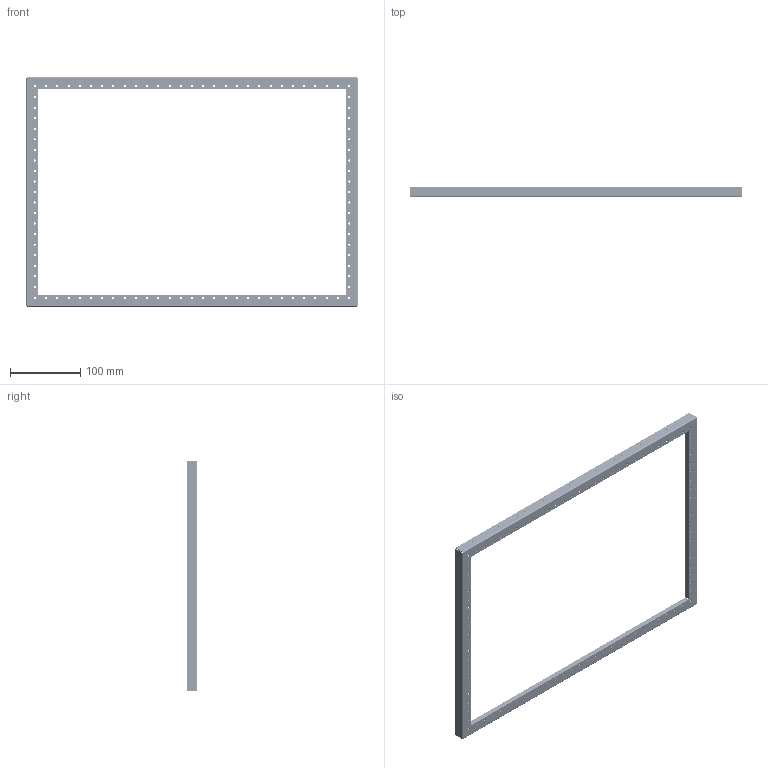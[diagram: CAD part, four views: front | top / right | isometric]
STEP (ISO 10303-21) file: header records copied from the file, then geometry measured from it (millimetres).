
FILE_DESCRIPTION (( 'STEP AP214' ), '1' );
FILE_NAME ('42410~0.STEP', '2020-05-19T09:23:41', ( '' ), ( '' ), 'SwSTEP 2.0', 'SolidWorks 2018', '' );
FILE_SCHEMA (( 'AUTOMOTIVE_DESIGN' ));
Length unit declared in the file: millimetre
Products named in the file (12): 42254_2~1_S; 33389~0_S; 42407~0_S; 42410~0; 42254~1_S; 42411~0_S; 42408~0_S; 42254_1~1_S; 42409~0_S
Assembly tree (17 placements, depth 3):
  42410~0
    42407~0_S  x4
      33389~0_S
    42408~0_S  x2
      33389~0_S
    42409~0_S  x2
      33389~0_S
    42411~0_S  x2
      33389~0_S
    42254~1_S
      42254_1~1_S
      42254_2~1_S
Bounding box: 473.5 x 15.1 x 327.5 mm (x, y, z)
Volume: 84431.9 mm3; surface area: 300516.1 mm2
Topology: 12 solids, 12 shells, 11420 faces, 34132 edges, 22736 vertices
Faces by surface type: plane 7024, cylinder 4396
Entity records: 173764 total; most frequent: DIRECTION 30458, CARTESIAN_POINT 30453, ORIENTED_EDGE 30416, EDGE_CURVE 15208, LINE 10208, VECTOR 10208, AXIS2_PLACEMENT_3D 10125, VERTEX_POINT 10120
